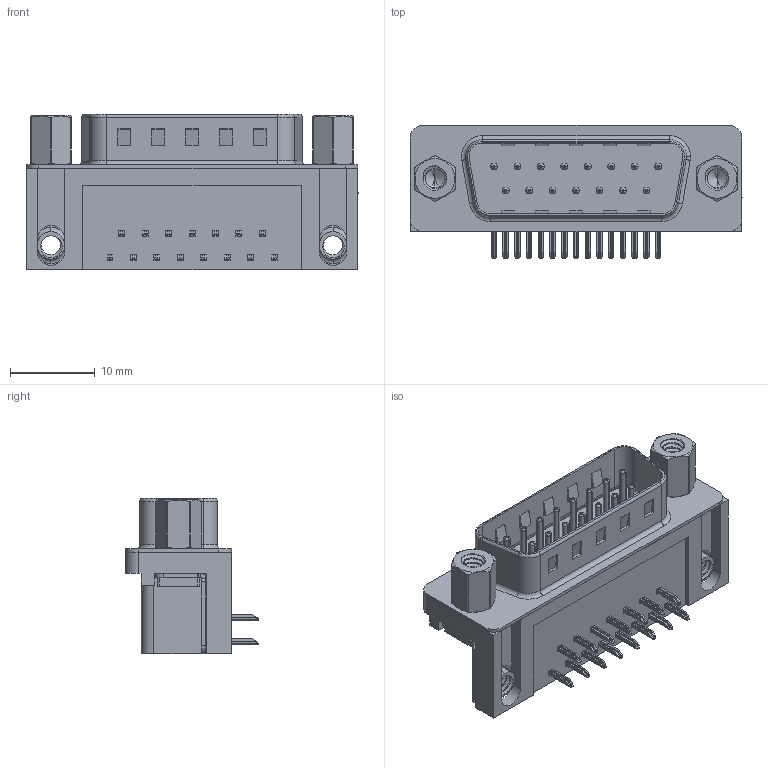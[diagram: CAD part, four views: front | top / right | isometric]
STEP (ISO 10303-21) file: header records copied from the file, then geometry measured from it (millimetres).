
FILE_DESCRIPTION (( 'STEP AP203' ), '1' );
FILE_NAME ('621-015-268-553.STEP', '2019-11-18T23:42:13', ( '' ), ( '' ), 'SwSTEP 2.0', 'SolidWorks 2016', '' );
FILE_SCHEMA (( 'CONFIG_CONTROL_DESIGN' ));
Length unit declared in the file: millimetre
Products named in the file (8): 621 4-40 Threaded Board Mount; 621 4-40 Threaded Rivet; 621 Contact Bottom; 621 4-40 Hex Standoff 5; 621 Contact Top; 621-015-268-553; 621 Shell_15 Socket; 621 Housing_15 Socket
Assembly tree (23 placements, depth 2):
  621-015-268-553
    621 Housing_15 Socket
    621 Shell_15 Socket
    621 Contact Bottom  x7
    621 Contact Top  x8
    621 4-40 Threaded Board Mount  x2
    621 4-40 Threaded Rivet  x2
    621 4-40 Hex Standoff 5  x2
Bounding box: 39.22 x 15.73 x 18.4 mm (x, y, z)
Volume: 4639.7 mm3; surface area: 6212.4 mm2
Topology: 23 solids, 23 shells, 1633 faces, 4107 edges, 2559 vertices
Faces by surface type: plane 915, cylinder 529, torus 133, cone 32, bspline 24
Entity records: 25536 total; most frequent: CARTESIAN_POINT 9345, ORIENTED_EDGE 3128, DIRECTION 3092, EDGE_CURVE 1564, AXIS2_PLACEMENT_3D 1059, VERTEX_POINT 1002, VECTOR 974, LINE 974
